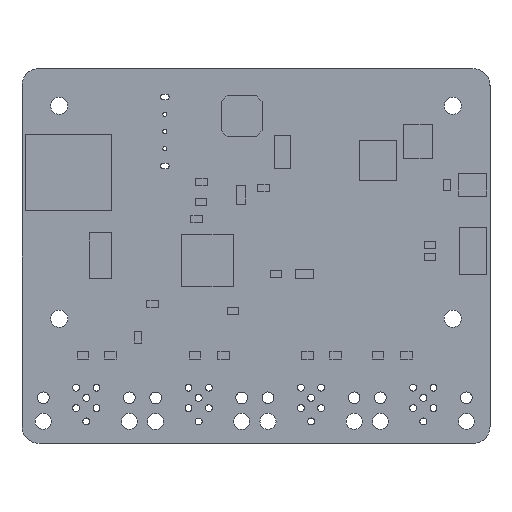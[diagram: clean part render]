
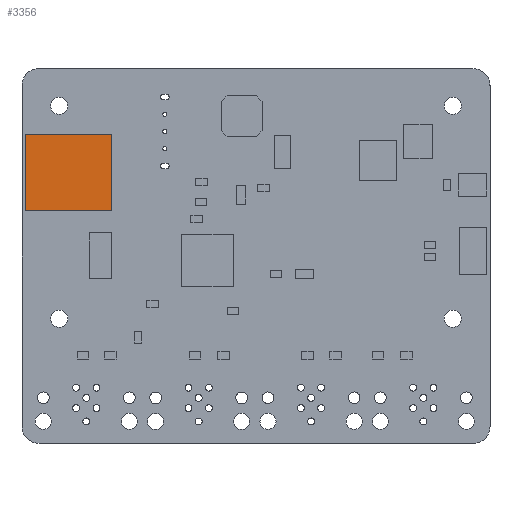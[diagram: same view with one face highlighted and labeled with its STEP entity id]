
A CAD part, top view. The second image highlights one B-rep face of the part: STEP entity #3356.
In plain terms, the highlighted planar face has unit normal (0, 0, 1).
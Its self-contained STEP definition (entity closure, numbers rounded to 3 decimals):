
#3227 = VERTEX_POINT('',#3228);
#3228 = CARTESIAN_POINT('',(0.48,53.691,
    5.));
#3234 = EDGE_CURVE('',#3227,#3235,#3237,.T.);
#3235 = VERTEX_POINT('',#3236);
#3236 = CARTESIAN_POINT('',(0.48,40.391,
    5.));
#3237 = LINE('',#3238,#3239);
#3238 = CARTESIAN_POINT('',(0.48,53.691,
    5.));
#3239 = VECTOR('',#3240,1.);
#3240 = DIRECTION('',(0.,-1.,0.));
#3265 = EDGE_CURVE('',#3235,#3266,#3268,.T.);
#3266 = VERTEX_POINT('',#3267);
#3267 = CARTESIAN_POINT('',(15.486,40.391,
    5.));
#3268 = LINE('',#3269,#3270);
#3269 = CARTESIAN_POINT('',(0.48,40.391,
    5.));
#3270 = VECTOR('',#3271,1.);
#3271 = DIRECTION('',(1.,0.,0.));
#3296 = EDGE_CURVE('',#3266,#3297,#3299,.T.);
#3297 = VERTEX_POINT('',#3298);
#3298 = CARTESIAN_POINT('',(15.486,53.691,
    5.));
#3299 = LINE('',#3300,#3301);
#3300 = CARTESIAN_POINT('',(15.486,40.391,
    5.));
#3301 = VECTOR('',#3302,1.);
#3302 = DIRECTION('',(0.,1.,0.));
#3327 = EDGE_CURVE('',#3297,#3227,#3328,.T.);
#3328 = LINE('',#3329,#3330);
#3329 = CARTESIAN_POINT('',(15.486,53.691,
    5.));
#3330 = VECTOR('',#3331,1.);
#3331 = DIRECTION('',(-1.,0.,0.));
#3356 = ADVANCED_FACE('',(#3357),#3363,.T.);
#3357 = FACE_BOUND('',#3358,.T.);
#3358 = EDGE_LOOP('',(#3359,#3360,#3361,#3362));
#3359 = ORIENTED_EDGE('',*,*,#3234,.T.);
#3360 = ORIENTED_EDGE('',*,*,#3265,.T.);
#3361 = ORIENTED_EDGE('',*,*,#3296,.T.);
#3362 = ORIENTED_EDGE('',*,*,#3327,.T.);
#3363 = PLANE('',#3364);
#3364 = AXIS2_PLACEMENT_3D('',#3365,#3366,#3367);
#3365 = CARTESIAN_POINT('',(7.983,47.041,
    5.));
#3366 = DIRECTION('',(0.,0.,1.));
#3367 = DIRECTION('',(1.,0.,0.));
